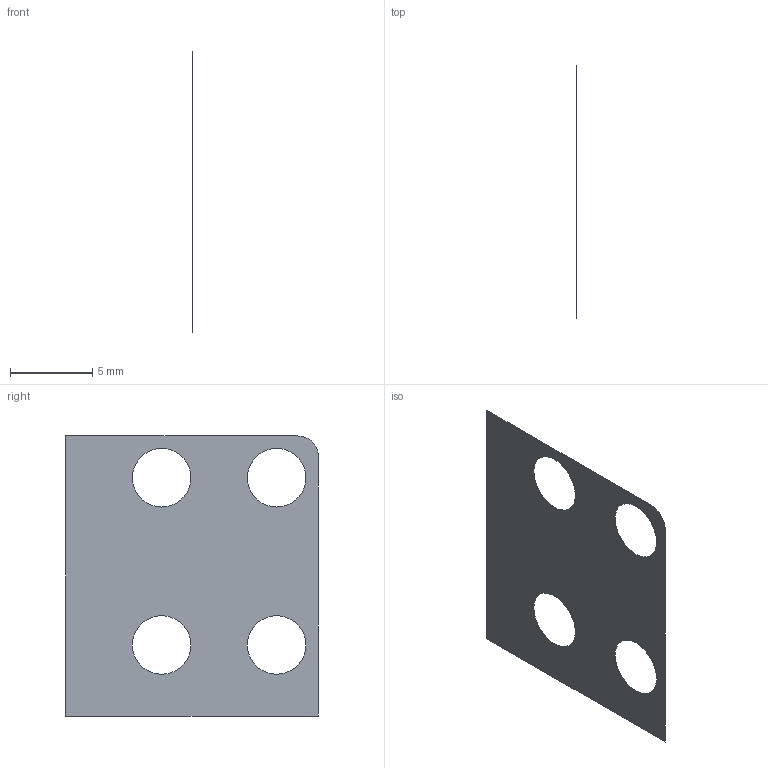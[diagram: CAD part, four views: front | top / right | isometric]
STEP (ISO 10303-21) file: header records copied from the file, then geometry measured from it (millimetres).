
FILE_DESCRIPTION (( 'STEP AP203' ), '1' );
FILE_NAME ('PE12D1002_3D.step', '2022-02-08T23:53:45', ( '' ), ( '' ), 'SwSTEP 2.0', 'SolidWorks 2021', '' );
FILE_SCHEMA (( 'CONFIG_CONTROL_DESIGN' ));
Length unit declared in the file: inch
Products named in the file (1): PE12D1002_3D
Bounding box: 0 x 15.37 x 17.02 mm (x, y, z)
Surface area: 221.4 mm2 (no closed solid volume)
Topology: 0 solids, 1 shells, 1 faces, 15 edges, 15 vertices
Faces by surface type: plane 1
Entity records: 228 total; most frequent: CARTESIAN_POINT 32, DIRECTION 24, ORIENTED_EDGE 15, VERTEX_POINT 15, EDGE_CURVE 15, LINE 10, VECTOR 10, PERSON_AND_ORGANIZATION 8
